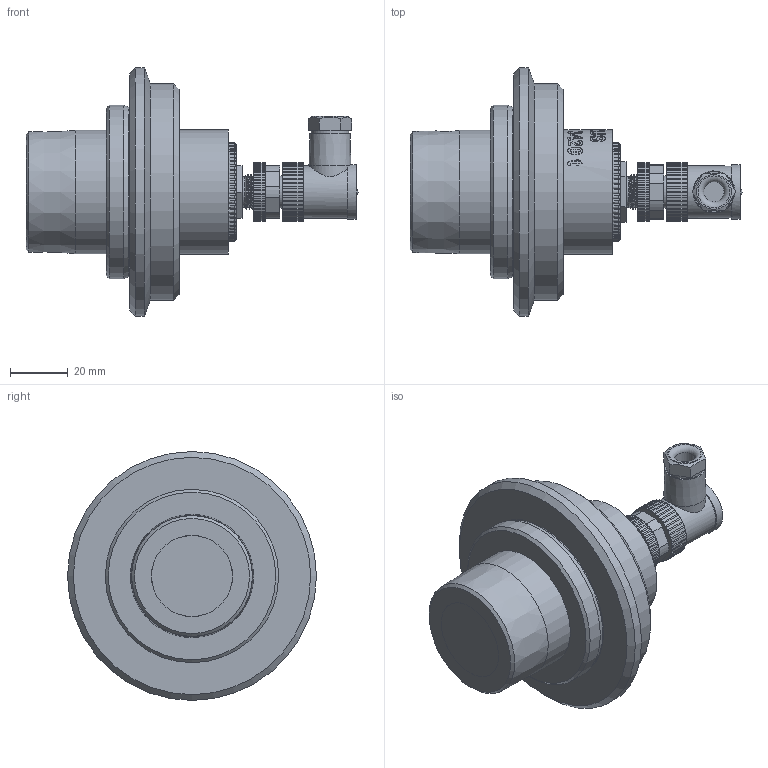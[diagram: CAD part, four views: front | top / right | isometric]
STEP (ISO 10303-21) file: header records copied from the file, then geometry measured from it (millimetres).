
FILE_DESCRIPTION(/* description */ (''),/* implementation_level */ '2;1');
FILE_NAME(/* name */ 'APZ3420t_G28_M12x1-angular.step',/* time_stamp */ '2021-07-12T11:59:29+03:00',/* author */ (''),/* organization */ (''),/* preprocessor_version */ 'ST-DEVELOPER v18.1',/* originating_system */ 'Autodesk Translation Framework v10.9.0.1377',/* authorisation */ '');
FILE_SCHEMA (('AUTOMOTIVE_DESIGN { 1 0 10303 214 3 1 1 }'));
Products named in the file (7): АПЗ 3420 t -filled; OMAL nut M27x1.5 v8; Ш100.000.002 v4; M12x1 male v16; M12x1 female angular v10; Housing G28; G28
Assembly tree (6 placements, depth 2):
  АПЗ 3420 t -filled
    OMAL nut M27x1.5 v8
    Ш100.000.002 v4
    M12x1 male v16
    M12x1 female angular v10
    Housing G28
    G28
Bounding box: 114.72 x 86 x 86 mm (x, y, z)
Volume: 154022.7 mm3; surface area: 50304.9 mm2
Topology: 18 solids, 18 shells, 1069 faces, 2923 edges, 1953 vertices
Faces by surface type: bspline 476, cylinder 350, plane 195, cone 38, torus 9, sphere 1
Full cylindrical faces by diameter (mm): 1 x12, 1.5 x4, 3.3 x1, 5 x1, 5.2 x2, 7 x1, 7.5 x1, 8 x1, 8.2 x1, 9.471 x2, 9.5 x1, 9.8 x1, 10.6 x2, 10.741 x6, 11 x1, 11.035 x4, 11.156 x1, 11.445 x5, 11.884 x5, 12.152 x4, 13 x1, 13.157 x2, 13.5 x1, 14 x1, 14.137 x4, 14.526 x3, 15.85 x3, 16.203 x3, 18 x1, 19 x1
Entity records: 62470 total; most frequent: CARTESIAN_POINT 38728, ORIENTED_EDGE 5840, DIRECTION 3372, EDGE_CURVE 2920, VERTEX_POINT 1951, B_SPLINE_CURVE_WITH_KNOTS 1281, AXIS2_PLACEMENT_3D 1217, EDGE_LOOP 1151
